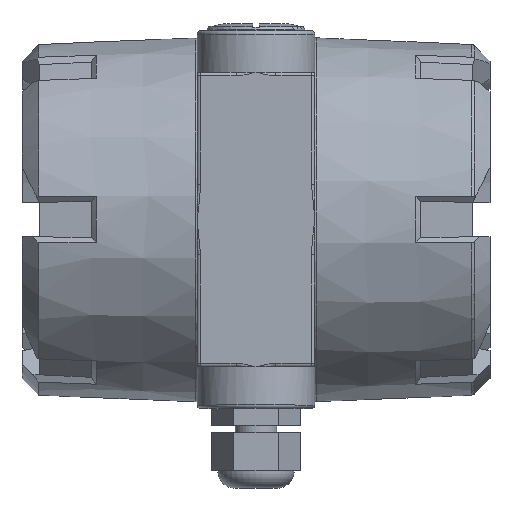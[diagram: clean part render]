
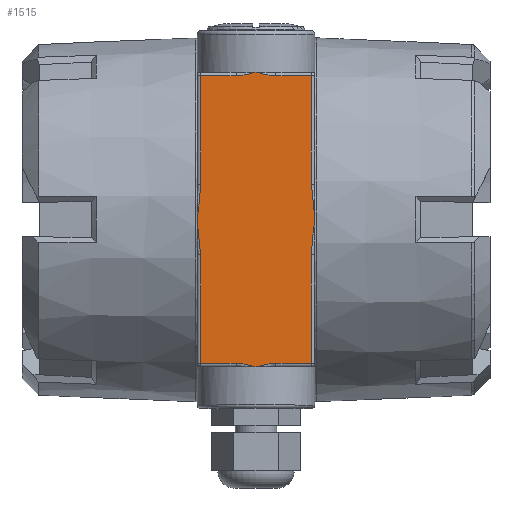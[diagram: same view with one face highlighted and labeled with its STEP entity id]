
A CAD part, top view. The second image highlights one B-rep face of the part: STEP entity #1515.
In plain terms, the highlighted planar face has unit normal (0, 0, 1).
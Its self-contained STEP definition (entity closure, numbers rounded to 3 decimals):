
#249=B_SPLINE_CURVE_WITH_KNOTS('',3,(#17727,#17728,#17729,#17730),
 .UNSPECIFIED.,.F.,.F.,(4,4),(0.,1.),.UNSPECIFIED.);
#250=B_SPLINE_CURVE_WITH_KNOTS('',3,(#17731,#17732,#17733,#17734),
 .UNSPECIFIED.,.F.,.F.,(4,4),(0.,1.),.UNSPECIFIED.);
#251=B_SPLINE_CURVE_WITH_KNOTS('',3,(#17740,#17741,#17742,#17743),
 .UNSPECIFIED.,.F.,.F.,(4,4),(0.,1.),.UNSPECIFIED.);
#252=B_SPLINE_CURVE_WITH_KNOTS('',3,(#17745,#17746,#17747,#17748),
 .UNSPECIFIED.,.F.,.F.,(4,4),(0.,1.),.UNSPECIFIED.);
#253=B_SPLINE_CURVE_WITH_KNOTS('',3,(#17754,#17755,#17756,#17757),
 .UNSPECIFIED.,.F.,.F.,(4,4),(0.,1.),.UNSPECIFIED.);
#254=B_SPLINE_CURVE_WITH_KNOTS('',3,(#17758,#17759,#17760,#17761),
 .UNSPECIFIED.,.F.,.F.,(4,4),(0.,1.),.UNSPECIFIED.);
#255=B_SPLINE_CURVE_WITH_KNOTS('',3,(#17767,#17768,#17769,#17770),
 .UNSPECIFIED.,.F.,.F.,(4,4),(0.,1.),.UNSPECIFIED.);
#256=B_SPLINE_CURVE_WITH_KNOTS('',3,(#17772,#17773,#17774,#17775),
 .UNSPECIFIED.,.F.,.F.,(4,4),(0.,1.),.UNSPECIFIED.);
#1515=ADVANCED_FACE('',(#2051),#1866,.T.);
#1866=PLANE('',#7360);
#2051=FACE_OUTER_BOUND('',#2580,.T.);
#2580=EDGE_LOOP('',(#3369,#3370,#3371,#3372,#3373,#3374,#3375,#3376,#3377,
#3378,#3379,#3380,#3381,#3382,#3383,#3384));
#3369=ORIENTED_EDGE('',*,*,#5814,.T.);
#3370=ORIENTED_EDGE('',*,*,#5815,.T.);
#3371=ORIENTED_EDGE('',*,*,#5816,.T.);
#3372=ORIENTED_EDGE('',*,*,#5817,.T.);
#3373=ORIENTED_EDGE('',*,*,#5818,.T.);
#3374=ORIENTED_EDGE('',*,*,#5819,.T.);
#3375=ORIENTED_EDGE('',*,*,#5820,.T.);
#3376=ORIENTED_EDGE('',*,*,#5821,.T.);
#3377=ORIENTED_EDGE('',*,*,#5822,.T.);
#3378=ORIENTED_EDGE('',*,*,#5823,.T.);
#3379=ORIENTED_EDGE('',*,*,#5824,.T.);
#3380=ORIENTED_EDGE('',*,*,#5825,.T.);
#3381=ORIENTED_EDGE('',*,*,#5826,.T.);
#3382=ORIENTED_EDGE('',*,*,#5827,.T.);
#3383=ORIENTED_EDGE('',*,*,#5828,.T.);
#3384=ORIENTED_EDGE('',*,*,#5829,.T.);
#5083=VERTEX_POINT('',#17489);
#5090=VERTEX_POINT('',#17536);
#5126=VERTEX_POINT('',#17723);
#5127=VERTEX_POINT('',#17724);
#5128=VERTEX_POINT('',#17726);
#5129=VERTEX_POINT('',#17735);
#5130=VERTEX_POINT('',#17737);
#5131=VERTEX_POINT('',#17739);
#5132=VERTEX_POINT('',#17744);
#5133=VERTEX_POINT('',#17749);
#5134=VERTEX_POINT('',#17751);
#5135=VERTEX_POINT('',#17753);
#5136=VERTEX_POINT('',#17762);
#5137=VERTEX_POINT('',#17764);
#5138=VERTEX_POINT('',#17766);
#5139=VERTEX_POINT('',#17771);
#5814=EDGE_CURVE('',#5126,#5127,#6612,.T.);
#5815=EDGE_CURVE('',#5127,#5128,#6613,.T.);
#5816=EDGE_CURVE('',#5128,#5090,#249,.T.);
#5817=EDGE_CURVE('',#5090,#5129,#250,.T.);
#5818=EDGE_CURVE('',#5129,#5130,#6614,.T.);
#5819=EDGE_CURVE('',#5130,#5131,#6615,.T.);
#5820=EDGE_CURVE('',#5131,#5132,#251,.T.);
#5821=EDGE_CURVE('',#5132,#5133,#252,.T.);
#5822=EDGE_CURVE('',#5133,#5134,#6616,.T.);
#5823=EDGE_CURVE('',#5134,#5135,#6617,.T.);
#5824=EDGE_CURVE('',#5135,#5083,#253,.T.);
#5825=EDGE_CURVE('',#5083,#5136,#254,.T.);
#5826=EDGE_CURVE('',#5136,#5137,#6618,.T.);
#5827=EDGE_CURVE('',#5137,#5138,#6619,.T.);
#5828=EDGE_CURVE('',#5138,#5139,#255,.T.);
#5829=EDGE_CURVE('',#5139,#5126,#256,.T.);
#6612=LINE('',#17722,#6889);
#6613=LINE('',#17725,#6890);
#6614=LINE('',#17736,#6891);
#6615=LINE('',#17738,#6892);
#6616=LINE('',#17750,#6893);
#6617=LINE('',#17752,#6894);
#6618=LINE('',#17763,#6895);
#6619=LINE('',#17765,#6896);
#6889=VECTOR('',#8490,1.);
#6890=VECTOR('',#8491,1.);
#6891=VECTOR('',#8492,1.);
#6892=VECTOR('',#8493,1.);
#6893=VECTOR('',#8494,1.);
#6894=VECTOR('',#8495,1.);
#6895=VECTOR('',#8496,1.);
#6896=VECTOR('',#8497,1.);
#7360=AXIS2_PLACEMENT_3D('',#17776,#8498,#8499);
#8490=DIRECTION('',(-1.,0.,0.));
#8491=DIRECTION('',(0.,-1.,0.));
#8492=DIRECTION('',(0.,-1.,0.));
#8493=DIRECTION('',(1.,0.,0.));
#8494=DIRECTION('',(1.,0.,0.));
#8495=DIRECTION('',(0.,1.,0.));
#8496=DIRECTION('',(0.,1.,0.));
#8497=DIRECTION('',(-1.,0.,0.));
#8498=DIRECTION('',(0.,0.,1.));
#8499=DIRECTION('',(1.,0.,0.));
#17489=CARTESIAN_POINT('',(-0.82,8.785,238.));
#17536=CARTESIAN_POINT('',(-34.82,8.785,238.));
#17722=CARTESIAN_POINT('',(-34.82,50.285,238.));
#17723=CARTESIAN_POINT('',(-23.565,50.285,238.));
#17724=CARTESIAN_POINT('',(-33.82,50.285,238.));
#17725=CARTESIAN_POINT('',(-33.82,-33.715,238.));
#17726=CARTESIAN_POINT('',(-33.82,18.983,238.));
#17727=CARTESIAN_POINT('',(-33.82,18.983,238.));
#17728=CARTESIAN_POINT('',(-33.82,15.561,238.));
#17729=CARTESIAN_POINT('',(-34.348,12.173,238.));
#17730=CARTESIAN_POINT('',(-34.82,8.785,238.));
#17731=CARTESIAN_POINT('',(-34.82,8.785,238.));
#17732=CARTESIAN_POINT('',(-34.348,5.397,238.));
#17733=CARTESIAN_POINT('',(-33.82,2.009,238.));
#17734=CARTESIAN_POINT('',(-33.82,-1.413,238.));
#17735=CARTESIAN_POINT('',(-33.82,-1.413,238.));
#17736=CARTESIAN_POINT('',(-33.82,-33.715,238.));
#17737=CARTESIAN_POINT('',(-33.82,-32.715,238.));
#17738=CARTESIAN_POINT('',(-17.82,-32.715,238.));
#17739=CARTESIAN_POINT('',(-23.565,-32.715,238.));
#17740=CARTESIAN_POINT('',(-23.565,-32.715,238.));
#17741=CARTESIAN_POINT('',(-21.594,-32.715,238.));
#17742=CARTESIAN_POINT('',(-19.732,-33.237,238.));
#17743=CARTESIAN_POINT('',(-17.82,-33.715,238.));
#17744=CARTESIAN_POINT('',(-17.82,-33.715,238.));
#17745=CARTESIAN_POINT('',(-17.82,-33.715,238.));
#17746=CARTESIAN_POINT('',(-15.908,-33.237,238.));
#17747=CARTESIAN_POINT('',(-14.046,-32.715,238.));
#17748=CARTESIAN_POINT('',(-12.075,-32.715,238.));
#17749=CARTESIAN_POINT('',(-12.075,-32.715,238.));
#17750=CARTESIAN_POINT('',(-0.82,-32.715,238.));
#17751=CARTESIAN_POINT('',(-1.82,-32.715,238.));
#17752=CARTESIAN_POINT('',(-1.82,-33.715,238.));
#17753=CARTESIAN_POINT('',(-1.82,-1.413,238.));
#17754=CARTESIAN_POINT('',(-1.82,-1.413,238.));
#17755=CARTESIAN_POINT('',(-1.82,2.009,238.));
#17756=CARTESIAN_POINT('',(-1.292,5.397,238.));
#17757=CARTESIAN_POINT('',(-0.82,8.785,238.));
#17758=CARTESIAN_POINT('',(-0.82,8.785,238.));
#17759=CARTESIAN_POINT('',(-1.292,12.173,238.));
#17760=CARTESIAN_POINT('',(-1.82,15.561,238.));
#17761=CARTESIAN_POINT('',(-1.82,18.983,238.));
#17762=CARTESIAN_POINT('',(-1.82,18.983,238.));
#17763=CARTESIAN_POINT('',(-1.82,-33.715,238.));
#17764=CARTESIAN_POINT('',(-1.82,50.285,238.));
#17765=CARTESIAN_POINT('',(-34.82,50.285,238.));
#17766=CARTESIAN_POINT('',(-12.075,50.285,238.));
#17767=CARTESIAN_POINT('',(-12.075,50.285,238.));
#17768=CARTESIAN_POINT('',(-14.046,50.285,238.));
#17769=CARTESIAN_POINT('',(-15.908,50.807,238.));
#17770=CARTESIAN_POINT('',(-17.82,51.285,238.));
#17771=CARTESIAN_POINT('',(-17.82,51.285,238.));
#17772=CARTESIAN_POINT('',(-17.82,51.285,238.));
#17773=CARTESIAN_POINT('',(-19.732,50.807,238.));
#17774=CARTESIAN_POINT('',(-21.594,50.285,238.));
#17775=CARTESIAN_POINT('',(-23.565,50.285,238.));
#17776=CARTESIAN_POINT('',(-34.82,-33.715,238.));
